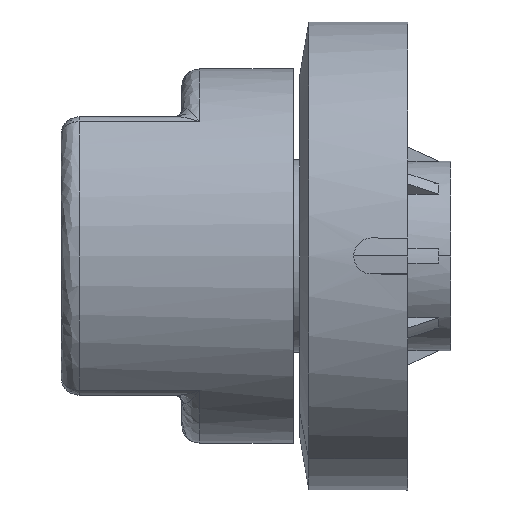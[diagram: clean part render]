
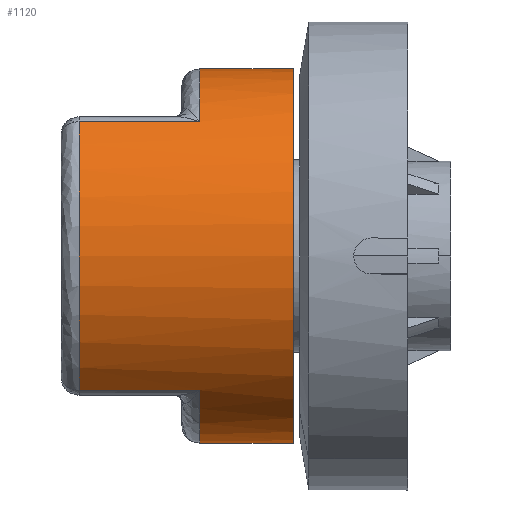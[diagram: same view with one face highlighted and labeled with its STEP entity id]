
A CAD part, left-side view. The second image highlights one B-rep face of the part: STEP entity #1120.
In plain terms, the highlighted cylindrical face has radius 26.416 mm (diameter 52.832 mm), a partial arc.
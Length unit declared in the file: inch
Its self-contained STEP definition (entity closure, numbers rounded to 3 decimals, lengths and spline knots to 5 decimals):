
#222 = AXIS2_PLACEMENT_3D ( 'NONE', #12059, #3713, #1750 ) ;
#597 = EDGE_CURVE ( 'NONE', #2039, #2960, #10501, .T. ) ;
#916 = VECTOR ( 'NONE', #3035, 39.37008 ) ;
#1120 = ADVANCED_FACE ( 'NONE', ( #7254 ), #8281, .T. ) ;
#1151 = DIRECTION ( 'NONE',  ( 0., 1., 0. ) ) ;
#1448 = ORIENTED_EDGE ( 'NONE', *, *, #597, .T. ) ;
#1536 = DIRECTION ( 'NONE',  ( 0., -1., 0. ) ) ;
#1570 = VECTOR ( 'NONE', #1151, 39.37008 ) ;
#1750 = DIRECTION ( 'NONE',  ( 0., 0., 1. ) ) ;
#1845 = ORIENTED_EDGE ( 'NONE', *, *, #9549, .F. ) ;
#1865 = ORIENTED_EDGE ( 'NONE', *, *, #7323, .T. ) ;
#1866 = DIRECTION ( 'NONE',  ( 0., -1., 0. ) ) ;
#1895 = DIRECTION ( 'NONE',  ( 0., -1., 0. ) ) ;
#2039 = VERTEX_POINT ( 'NONE', #6245 ) ;
#2063 = VECTOR ( 'NONE', #11631, 39.37008 ) ;
#2075 = VERTEX_POINT ( 'NONE', #10137 ) ;
#2294 = LINE ( 'NONE', #10786, #2063 ) ;
#2351 = ORIENTED_EDGE ( 'NONE', *, *, #8081, .F. ) ;
#2377 = ORIENTED_EDGE ( 'NONE', *, *, #11290, .T. ) ;
#2435 = VERTEX_POINT ( 'NONE', #10903 ) ;
#2613 = AXIS2_PLACEMENT_3D ( 'NONE', #2675, #1866, #10186 ) ;
#2675 = CARTESIAN_POINT ( 'NONE',  ( 0., 1.156, 0. ) ) ;
#2762 = CARTESIAN_POINT ( 'NONE',  ( -0.72456, 1.256, -0.74607 ) ) ;
#2797 = VECTOR ( 'NONE', #8429, 39.37008 ) ;
#2889 = ORIENTED_EDGE ( 'NONE', *, *, #4582, .T. ) ;
#2960 = VERTEX_POINT ( 'NONE', #3692 ) ;
#3021 = CARTESIAN_POINT ( 'NONE',  ( 0., 0.636, 0. ) ) ;
#3035 = DIRECTION ( 'NONE',  ( 0., 1., 0. ) ) ;
#3099 = ORIENTED_EDGE ( 'NONE', *, *, #5407, .T. ) ;
#3436 = DIRECTION ( 'NONE',  ( 0., 0., 1. ) ) ;
#3538 = CARTESIAN_POINT ( 'NONE',  ( 0., 1.156, -1.04 ) ) ;
#3692 = CARTESIAN_POINT ( 'NONE',  ( -0.72456, 1.826, 0.74607 ) ) ;
#3713 = DIRECTION ( 'NONE',  ( 0., 1., 0. ) ) ;
#3797 = CARTESIAN_POINT ( 'NONE',  ( 0., 1.826, 0. ) ) ;
#3875 = AXIS2_PLACEMENT_3D ( 'NONE', #3021, #6866, #9659 ) ;
#4575 = EDGE_CURVE ( 'NONE', #10810, #6577, #8368, .T. ) ;
#4582 = EDGE_CURVE ( 'NONE', #2960, #10810, #7668, .T. ) ;
#4674 = CARTESIAN_POINT ( 'NONE',  ( -0.72456, 1.826, -0.74607 ) ) ;
#4873 = LINE ( 'NONE', #10305, #916 ) ;
#5083 = CIRCLE ( 'NONE', #9949, 1.04 ) ;
#5374 = VERTEX_POINT ( 'NONE', #3538 ) ;
#5407 = EDGE_CURVE ( 'NONE', #2435, #2039, #11566, .T. ) ;
#5718 = EDGE_LOOP ( 'NONE', ( #2351, #1845, #2377, #3099, #1448, #2889, #9497, #1865 ) ) ;
#5920 = VERTEX_POINT ( 'NONE', #10458 ) ;
#6245 = CARTESIAN_POINT ( 'NONE',  ( -0.72456, 1.156, 0.74607 ) ) ;
#6577 = VERTEX_POINT ( 'NONE', #9955 ) ;
#6866 = DIRECTION ( 'NONE',  ( 0., -1., 0. ) ) ;
#7104 = CARTESIAN_POINT ( 'NONE',  ( 0., 1.156, 0. ) ) ;
#7254 = FACE_OUTER_BOUND ( 'NONE', #5718, .T. ) ;
#7323 = EDGE_CURVE ( 'NONE', #6577, #5374, #5083, .T. ) ;
#7668 = CIRCLE ( 'NONE', #9809, 1.04 ) ;
#8081 = EDGE_CURVE ( 'NONE', #5920, #5374, #4873, .T. ) ;
#8281 = CYLINDRICAL_SURFACE ( 'NONE', #222, 1.04 ) ;
#8368 = LINE ( 'NONE', #2762, #2797 ) ;
#8429 = DIRECTION ( 'NONE',  ( 0., -1., 0. ) ) ;
#9401 = DIRECTION ( 'NONE',  ( 0., 0., 1. ) ) ;
#9497 = ORIENTED_EDGE ( 'NONE', *, *, #4575, .T. ) ;
#9549 = EDGE_CURVE ( 'NONE', #2075, #5920, #11478, .T. ) ;
#9659 = DIRECTION ( 'NONE',  ( 0., 0., 1. ) ) ;
#9809 = AXIS2_PLACEMENT_3D ( 'NONE', #3797, #1895, #9401 ) ;
#9949 = AXIS2_PLACEMENT_3D ( 'NONE', #7104, #1536, #3436 ) ;
#9955 = CARTESIAN_POINT ( 'NONE',  ( -0.72456, 1.156, -0.74607 ) ) ;
#10137 = CARTESIAN_POINT ( 'NONE',  ( 0., 0.636, 1.04 ) ) ;
#10186 = DIRECTION ( 'NONE',  ( 0., 0., 1. ) ) ;
#10305 = CARTESIAN_POINT ( 'NONE',  ( 0., 1.256, -1.04 ) ) ;
#10436 = CARTESIAN_POINT ( 'NONE',  ( -0.72456, 1.256, 0.74607 ) ) ;
#10458 = CARTESIAN_POINT ( 'NONE',  ( 0., 0.636, -1.04 ) ) ;
#10501 = LINE ( 'NONE', #10436, #1570 ) ;
#10786 = CARTESIAN_POINT ( 'NONE',  ( 0., 1.256, 1.04 ) ) ;
#10810 = VERTEX_POINT ( 'NONE', #4674 ) ;
#10903 = CARTESIAN_POINT ( 'NONE',  ( 0., 1.156, 1.04 ) ) ;
#11290 = EDGE_CURVE ( 'NONE', #2075, #2435, #2294, .T. ) ;
#11478 = CIRCLE ( 'NONE', #3875, 1.04 ) ;
#11566 = CIRCLE ( 'NONE', #2613, 1.04 ) ;
#11631 = DIRECTION ( 'NONE',  ( 0., 1., 0. ) ) ;
#12059 = CARTESIAN_POINT ( 'NONE',  ( 0., 1.256, 0. ) ) ;
